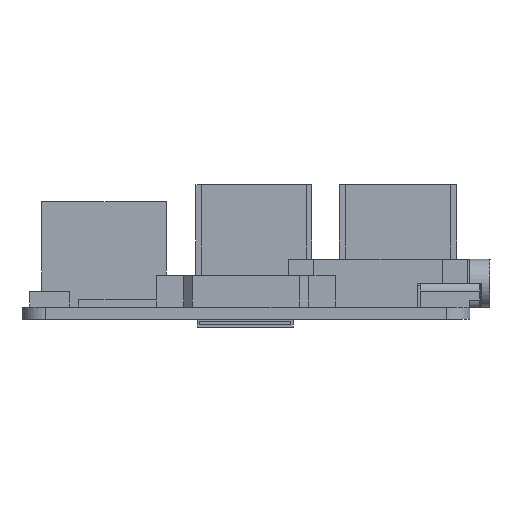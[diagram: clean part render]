
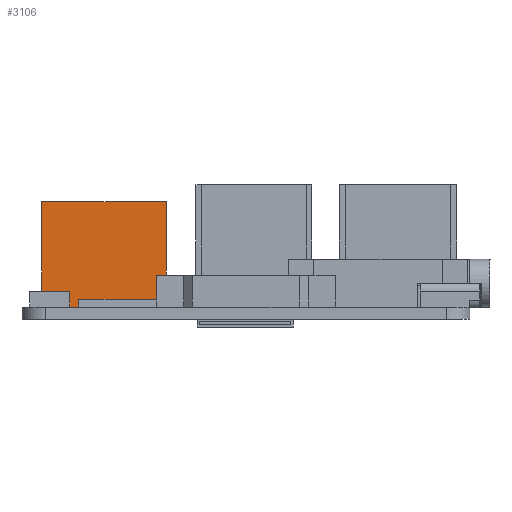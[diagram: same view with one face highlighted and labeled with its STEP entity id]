
A CAD part, left-side view. The second image highlights one B-rep face of the part: STEP entity #3106.
In plain terms, the highlighted planar face has unit normal (-1, 0, 0).
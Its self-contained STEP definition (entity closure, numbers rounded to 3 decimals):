
#230=FACE_OUTER_BOUND('',#401,.T.);
#401=EDGE_LOOP('',(#2463,#2464,#2465,#2466));
#777=LINE('',#4960,#1163);
#781=LINE('',#4968,#1167);
#782=LINE('',#4969,#1168);
#783=LINE('',#4970,#1169);
#1163=VECTOR('',#4035,10.);
#1167=VECTOR('',#4041,10.);
#1168=VECTOR('',#4042,10.);
#1169=VECTOR('',#4043,10.);
#1506=VERTEX_POINT('',#4958);
#1507=VERTEX_POINT('',#4959);
#1509=VERTEX_POINT('',#4966);
#1510=VERTEX_POINT('',#4967);
#1893=EDGE_CURVE('',#1506,#1507,#777,.T.);
#1897=EDGE_CURVE('',#1509,#1510,#781,.T.);
#1898=EDGE_CURVE('',#1506,#1509,#782,.T.);
#1899=EDGE_CURVE('',#1510,#1507,#783,.T.);
#2463=ORIENTED_EDGE('',*,*,#1897,.F.);
#2464=ORIENTED_EDGE('',*,*,#1898,.F.);
#2465=ORIENTED_EDGE('',*,*,#1893,.T.);
#2466=ORIENTED_EDGE('',*,*,#1899,.F.);
#2940=PLANE('',#3340);
#3106=ADVANCED_FACE('',(#230),#2940,.F.);
#3340=AXIS2_PLACEMENT_3D('',#4965,#4039,#4040);
#4035=DIRECTION('',(0.,0.,-1.));
#4039=DIRECTION('center_axis',(1.,0.,0.));
#4040=DIRECTION('ref_axis',(0.,0.,-1.));
#4041=DIRECTION('',(0.,0.,-1.));
#4042=DIRECTION('',(0.,-1.,0.));
#4043=DIRECTION('',(0.,1.,0.));
#4958=CARTESIAN_POINT('',(23.811,26.755,15.7));
#4959=CARTESIAN_POINT('',(23.811,26.755,2.5));
#4960=CARTESIAN_POINT('',(23.811,26.755,8.44));
#4965=CARTESIAN_POINT('Origin',(23.811,19.,9.1));
#4966=CARTESIAN_POINT('',(23.811,11.245,15.7));
#4967=CARTESIAN_POINT('',(23.811,11.245,2.5));
#4968=CARTESIAN_POINT('',(23.811,11.245,8.44));
#4969=CARTESIAN_POINT('',(23.811,19.,15.7));
#4970=CARTESIAN_POINT('',(23.811,9.262,2.5));
